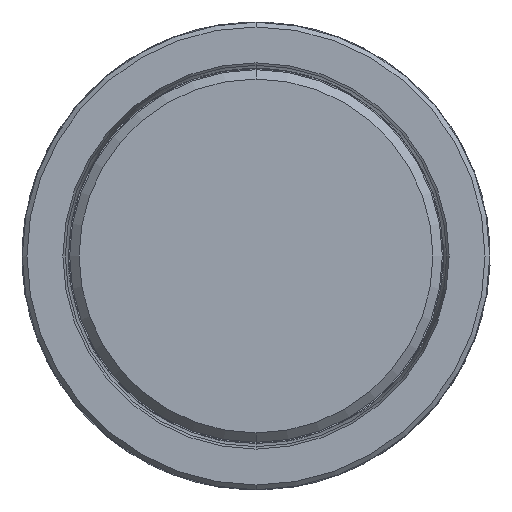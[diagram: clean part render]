
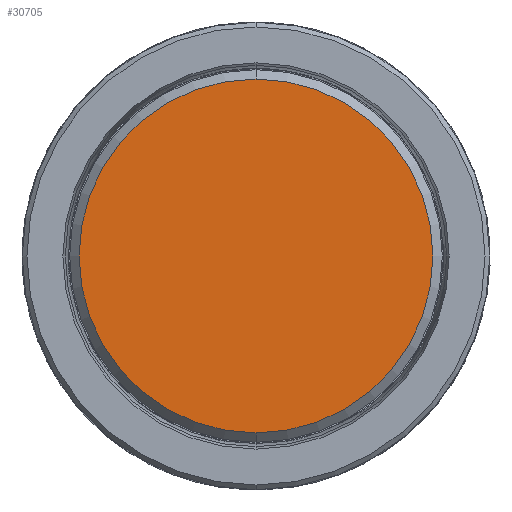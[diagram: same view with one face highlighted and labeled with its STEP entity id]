
A CAD part, front view. The second image highlights one B-rep face of the part: STEP entity #30705.
In plain terms, the highlighted planar face has unit normal (0, -1, 0).
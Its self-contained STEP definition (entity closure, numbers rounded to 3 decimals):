
#1014 = DIRECTION ( 'NONE',  ( 0., -1., 0. ) ) ;
#5615 = EDGE_LOOP ( 'NONE', ( #7464, #29335 ) ) ;
#5692 = CIRCLE ( 'NONE', #15007, 37.75 ) ;
#6470 = VERTEX_POINT ( 'NONE', #22430 ) ;
#7464 = ORIENTED_EDGE ( 'NONE', *, *, #14581, .T. ) ;
#11009 = DIRECTION ( 'NONE',  ( 0., -1., 0. ) ) ;
#12813 = VERTEX_POINT ( 'NONE', #33468 ) ;
#14581 = EDGE_CURVE ( 'NONE', #12813, #6470, #5692, .T. ) ;
#15007 = AXIS2_PLACEMENT_3D ( 'NONE', #38947, #11009, #35145 ) ;
#20918 = FACE_OUTER_BOUND ( 'NONE', #5615, .T. ) ;
#21605 = DIRECTION ( 'NONE',  ( 0., 0., 1. ) ) ;
#22430 = CARTESIAN_POINT ( 'NONE',  ( 0., 0., -37.75 ) ) ;
#26038 = DIRECTION ( 'NONE',  ( 0., 1., 0. ) ) ;
#29335 = ORIENTED_EDGE ( 'NONE', *, *, #39646, .T. ) ;
#29631 = PLANE ( 'NONE',  #46849 ) ;
#30705 = ADVANCED_FACE ( 'NONE', ( #20918 ), #29631, .F. ) ;
#33468 = CARTESIAN_POINT ( 'NONE',  ( 0., 0., 37.75 ) ) ;
#35145 = DIRECTION ( 'NONE',  ( 0., 0., 1. ) ) ;
#38246 = CARTESIAN_POINT ( 'NONE',  ( 0., 0., 0. ) ) ;
#38947 = CARTESIAN_POINT ( 'NONE',  ( 0., 0., 0. ) ) ;
#39646 = EDGE_CURVE ( 'NONE', #6470, #12813, #43696, .T. ) ;
#39671 = AXIS2_PLACEMENT_3D ( 'NONE', #50159, #1014, #45810 ) ;
#43696 = CIRCLE ( 'NONE', #39671, 37.75 ) ;
#45810 = DIRECTION ( 'NONE',  ( 0., 0., 1. ) ) ;
#46849 = AXIS2_PLACEMENT_3D ( 'NONE', #38246, #26038, #21605 ) ;
#50159 = CARTESIAN_POINT ( 'NONE',  ( 0., 0., 0. ) ) ;
